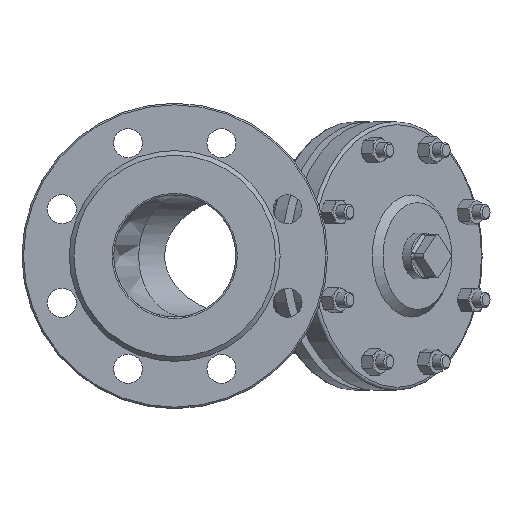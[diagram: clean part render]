
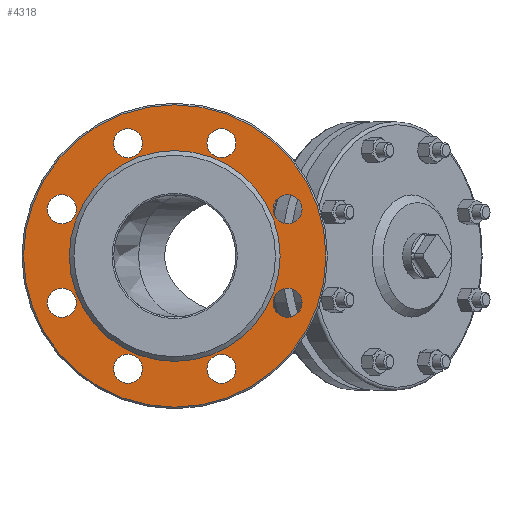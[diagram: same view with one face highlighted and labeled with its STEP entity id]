
A CAD part, left-side view. The second image highlights one B-rep face of the part: STEP entity #4318.
In plain terms, the highlighted planar face has unit normal (-1, 0, 0).
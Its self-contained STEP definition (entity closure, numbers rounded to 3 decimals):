
#169=FACE_BOUND('',#950,.T.);
#170=FACE_BOUND('',#951,.T.);
#171=FACE_BOUND('',#952,.T.);
#172=FACE_BOUND('',#953,.T.);
#173=FACE_BOUND('',#954,.T.);
#174=FACE_BOUND('',#955,.T.);
#175=FACE_BOUND('',#956,.T.);
#176=FACE_BOUND('',#957,.T.);
#177=FACE_BOUND('',#958,.T.);
#381=PLANE('',#4803);
#662=FACE_OUTER_BOUND('',#949,.T.);
#949=EDGE_LOOP('',(#3443));
#950=EDGE_LOOP('',(#3444));
#951=EDGE_LOOP('',(#3445));
#952=EDGE_LOOP('',(#3446));
#953=EDGE_LOOP('',(#3447));
#954=EDGE_LOOP('',(#3448));
#955=EDGE_LOOP('',(#3449));
#956=EDGE_LOOP('',(#3450));
#957=EDGE_LOOP('',(#3451));
#958=EDGE_LOOP('',(#3452));
#1577=CIRCLE('',#4802,69.);
#1578=CIRCLE('',#4804,99.);
#1579=CIRCLE('',#4805,9.5);
#1580=CIRCLE('',#4806,9.5);
#1581=CIRCLE('',#4807,9.5);
#1582=CIRCLE('',#4808,9.5);
#1583=CIRCLE('',#4809,9.5);
#1584=CIRCLE('',#4810,9.5);
#1585=CIRCLE('',#4811,9.5);
#1586=CIRCLE('',#4812,9.5);
#1947=VERTEX_POINT('',#8670);
#1948=VERTEX_POINT('',#8674);
#1949=VERTEX_POINT('',#8676);
#1950=VERTEX_POINT('',#8678);
#1951=VERTEX_POINT('',#8680);
#1952=VERTEX_POINT('',#8682);
#1953=VERTEX_POINT('',#8684);
#1954=VERTEX_POINT('',#8686);
#1955=VERTEX_POINT('',#8688);
#1956=VERTEX_POINT('',#8690);
#2472=EDGE_CURVE('',#1947,#1947,#1577,.T.);
#2474=EDGE_CURVE('',#1948,#1948,#1578,.T.);
#2475=EDGE_CURVE('',#1949,#1949,#1579,.T.);
#2476=EDGE_CURVE('',#1950,#1950,#1580,.T.);
#2477=EDGE_CURVE('',#1951,#1951,#1581,.T.);
#2478=EDGE_CURVE('',#1952,#1952,#1582,.T.);
#2479=EDGE_CURVE('',#1953,#1953,#1583,.T.);
#2480=EDGE_CURVE('',#1954,#1954,#1584,.T.);
#2481=EDGE_CURVE('',#1955,#1955,#1585,.T.);
#2482=EDGE_CURVE('',#1956,#1956,#1586,.T.);
#3443=ORIENTED_EDGE('',*,*,#2474,.F.);
#3444=ORIENTED_EDGE('',*,*,#2475,.T.);
#3445=ORIENTED_EDGE('',*,*,#2476,.T.);
#3446=ORIENTED_EDGE('',*,*,#2477,.T.);
#3447=ORIENTED_EDGE('',*,*,#2478,.T.);
#3448=ORIENTED_EDGE('',*,*,#2479,.T.);
#3449=ORIENTED_EDGE('',*,*,#2480,.T.);
#3450=ORIENTED_EDGE('',*,*,#2481,.T.);
#3451=ORIENTED_EDGE('',*,*,#2482,.T.);
#3452=ORIENTED_EDGE('',*,*,#2472,.F.);
#4318=ADVANCED_FACE('',(#662,#169,#170,#171,#172,#173,#174,#175,#176,#177),
#381,.F.);
#4802=AXIS2_PLACEMENT_3D('',#8671,#5796,#5797);
#4803=AXIS2_PLACEMENT_3D('',#8673,#5799,#5800);
#4804=AXIS2_PLACEMENT_3D('',#8675,#5801,#5802);
#4805=AXIS2_PLACEMENT_3D('',#8677,#5803,#5804);
#4806=AXIS2_PLACEMENT_3D('',#8679,#5805,#5806);
#4807=AXIS2_PLACEMENT_3D('',#8681,#5807,#5808);
#4808=AXIS2_PLACEMENT_3D('',#8683,#5809,#5810);
#4809=AXIS2_PLACEMENT_3D('',#8685,#5811,#5812);
#4810=AXIS2_PLACEMENT_3D('',#8687,#5813,#5814);
#4811=AXIS2_PLACEMENT_3D('',#8689,#5815,#5816);
#4812=AXIS2_PLACEMENT_3D('',#8691,#5817,#5818);
#5796=DIRECTION('center_axis',(-1.,0.,0.));
#5797=DIRECTION('ref_axis',(0.,0.,1.));
#5799=DIRECTION('center_axis',(1.,0.,0.));
#5800=DIRECTION('ref_axis',(0.,0.,-1.));
#5801=DIRECTION('center_axis',(1.,0.,0.));
#5802=DIRECTION('ref_axis',(0.,1.,0.));
#5803=DIRECTION('center_axis',(1.,0.,0.));
#5804=DIRECTION('ref_axis',(0.,-1.,0.));
#5805=DIRECTION('center_axis',(1.,0.,0.));
#5806=DIRECTION('ref_axis',(0.,-1.,0.));
#5807=DIRECTION('center_axis',(1.,0.,0.));
#5808=DIRECTION('ref_axis',(0.,-1.,0.));
#5809=DIRECTION('center_axis',(1.,0.,0.));
#5810=DIRECTION('ref_axis',(0.,-1.,0.));
#5811=DIRECTION('center_axis',(1.,0.,0.));
#5812=DIRECTION('ref_axis',(0.,-1.,0.));
#5813=DIRECTION('center_axis',(1.,0.,0.));
#5814=DIRECTION('ref_axis',(0.,-1.,0.));
#5815=DIRECTION('center_axis',(1.,0.,0.));
#5816=DIRECTION('ref_axis',(0.,-1.,0.));
#5817=DIRECTION('center_axis',(1.,0.,0.));
#5818=DIRECTION('ref_axis',(0.,-1.,0.));
#8670=CARTESIAN_POINT('',(-285.,0.,-69.));
#8671=CARTESIAN_POINT('Origin',(-285.,0.,0.));
#8673=CARTESIAN_POINT('Origin',(-285.,0.,0.));
#8674=CARTESIAN_POINT('',(-285.,-99.,0.));
#8675=CARTESIAN_POINT('Origin',(-285.,0.,0.));
#8676=CARTESIAN_POINT('',(-285.,-21.115,-73.91));
#8677=CARTESIAN_POINT('Origin',(-285.,-30.615,-73.91));
#8678=CARTESIAN_POINT('',(-285.,-64.41,-30.615));
#8679=CARTESIAN_POINT('Origin',(-285.,-73.91,-30.615));
#8680=CARTESIAN_POINT('',(-285.,-64.41,30.615));
#8681=CARTESIAN_POINT('Origin',(-285.,-73.91,30.615));
#8682=CARTESIAN_POINT('',(-285.,-21.115,73.91));
#8683=CARTESIAN_POINT('Origin',(-285.,-30.615,73.91));
#8684=CARTESIAN_POINT('',(-285.,40.115,73.91));
#8685=CARTESIAN_POINT('Origin',(-285.,30.615,73.91));
#8686=CARTESIAN_POINT('',(-285.,83.41,30.615));
#8687=CARTESIAN_POINT('Origin',(-285.,73.91,30.615));
#8688=CARTESIAN_POINT('',(-285.,83.41,-30.615));
#8689=CARTESIAN_POINT('Origin',(-285.,73.91,-30.615));
#8690=CARTESIAN_POINT('',(-285.,40.115,-73.91));
#8691=CARTESIAN_POINT('Origin',(-285.,30.615,-73.91));
